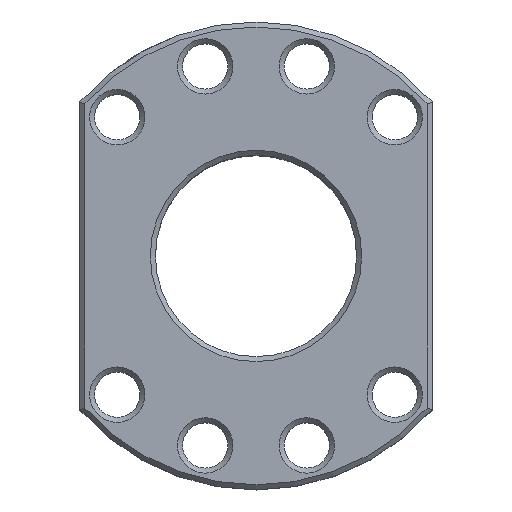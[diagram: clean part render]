
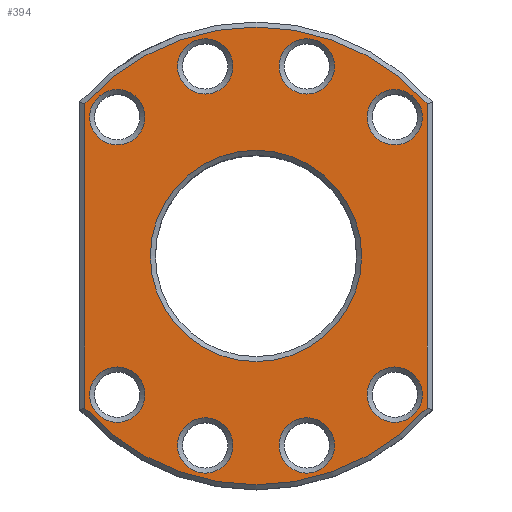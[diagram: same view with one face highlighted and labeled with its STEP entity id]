
A CAD part, top view. The second image highlights one B-rep face of the part: STEP entity #394.
In plain terms, the highlighted planar face has unit normal (0, 0, 1).
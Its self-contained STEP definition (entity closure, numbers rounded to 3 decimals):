
#132=PLANE('',#3617);
#394=ADVANCED_FACE('',(#931,#932,#933,#934,#935,#936,#937,#938,#939,#940),
#132,.T.);
#931=FACE_BOUND('',#1034,.T.);
#932=FACE_BOUND('',#1035,.T.);
#933=FACE_BOUND('',#1036,.T.);
#934=FACE_BOUND('',#1037,.T.);
#935=FACE_BOUND('',#1038,.T.);
#936=FACE_BOUND('',#1039,.T.);
#937=FACE_BOUND('',#1040,.T.);
#938=FACE_BOUND('',#1041,.T.);
#939=FACE_BOUND('',#1042,.T.);
#940=FACE_BOUND('',#1043,.T.);
#1034=EDGE_LOOP('',(#1479));
#1035=EDGE_LOOP('',(#1480));
#1036=EDGE_LOOP('',(#1481));
#1037=EDGE_LOOP('',(#1482));
#1038=EDGE_LOOP('',(#1483));
#1039=EDGE_LOOP('',(#1484));
#1040=EDGE_LOOP('',(#1485));
#1041=EDGE_LOOP('',(#1486));
#1042=EDGE_LOOP('',(#1487));
#1043=EDGE_LOOP('',(#1488,#1489,#1490,#1491));
#1309=CIRCLE('',#3606,5.5);
#1310=CIRCLE('',#3607,5.5);
#1311=CIRCLE('',#3608,5.5);
#1312=CIRCLE('',#3609,5.5);
#1313=CIRCLE('',#3610,5.5);
#1314=CIRCLE('',#3611,5.5);
#1315=CIRCLE('',#3612,5.5);
#1316=CIRCLE('',#3613,5.5);
#1317=CIRCLE('',#3614,21.);
#1318=CIRCLE('',#3615,45.5);
#1319=CIRCLE('',#3616,45.5);
#1479=ORIENTED_EDGE('',*,*,#2767,.T.);
#1480=ORIENTED_EDGE('',*,*,#2768,.T.);
#1481=ORIENTED_EDGE('',*,*,#2769,.T.);
#1482=ORIENTED_EDGE('',*,*,#2770,.T.);
#1483=ORIENTED_EDGE('',*,*,#2771,.T.);
#1484=ORIENTED_EDGE('',*,*,#2772,.T.);
#1485=ORIENTED_EDGE('',*,*,#2773,.T.);
#1486=ORIENTED_EDGE('',*,*,#2774,.T.);
#1487=ORIENTED_EDGE('',*,*,#2775,.T.);
#1488=ORIENTED_EDGE('',*,*,#2776,.T.);
#1489=ORIENTED_EDGE('',*,*,#2777,.T.);
#1490=ORIENTED_EDGE('',*,*,#2778,.T.);
#1491=ORIENTED_EDGE('',*,*,#2779,.T.);
#2431=VERTEX_POINT('',#5361);
#2432=VERTEX_POINT('',#5363);
#2433=VERTEX_POINT('',#5365);
#2434=VERTEX_POINT('',#5367);
#2435=VERTEX_POINT('',#5369);
#2436=VERTEX_POINT('',#5371);
#2437=VERTEX_POINT('',#5373);
#2438=VERTEX_POINT('',#5375);
#2439=VERTEX_POINT('',#5377);
#2440=VERTEX_POINT('',#5379);
#2441=VERTEX_POINT('',#5380);
#2442=VERTEX_POINT('',#5382);
#2443=VERTEX_POINT('',#5384);
#2767=EDGE_CURVE('',#2431,#2431,#1309,.T.);
#2768=EDGE_CURVE('',#2432,#2432,#1310,.T.);
#2769=EDGE_CURVE('',#2433,#2433,#1311,.T.);
#2770=EDGE_CURVE('',#2434,#2434,#1312,.T.);
#2771=EDGE_CURVE('',#2435,#2435,#1313,.T.);
#2772=EDGE_CURVE('',#2436,#2436,#1314,.T.);
#2773=EDGE_CURVE('',#2437,#2437,#1315,.T.);
#2774=EDGE_CURVE('',#2438,#2438,#1316,.T.);
#2775=EDGE_CURVE('',#2439,#2439,#1317,.T.);
#2776=EDGE_CURVE('',#2440,#2441,#1318,.T.);
#2777=EDGE_CURVE('',#2441,#2442,#3136,.T.);
#2778=EDGE_CURVE('',#2442,#2443,#1319,.T.);
#2779=EDGE_CURVE('',#2443,#2440,#3137,.T.);
#3136=LINE('',#5381,#3316);
#3137=LINE('',#5385,#3317);
#3316=VECTOR('',#3939,1.);
#3317=VECTOR('',#3942,1.);
#3606=AXIS2_PLACEMENT_3D('',#5360,#3919,#3920);
#3607=AXIS2_PLACEMENT_3D('',#5362,#3921,#3922);
#3608=AXIS2_PLACEMENT_3D('',#5364,#3923,#3924);
#3609=AXIS2_PLACEMENT_3D('',#5366,#3925,#3926);
#3610=AXIS2_PLACEMENT_3D('',#5368,#3927,#3928);
#3611=AXIS2_PLACEMENT_3D('',#5370,#3929,#3930);
#3612=AXIS2_PLACEMENT_3D('',#5372,#3931,#3932);
#3613=AXIS2_PLACEMENT_3D('',#5374,#3933,#3934);
#3614=AXIS2_PLACEMENT_3D('',#5376,#3935,#3936);
#3615=AXIS2_PLACEMENT_3D('',#5378,#3937,#3938);
#3616=AXIS2_PLACEMENT_3D('',#5383,#3940,#3941);
#3617=AXIS2_PLACEMENT_3D('',#5386,#3943,#3944);
#3919=DIRECTION('',(0.,0.,-1.));
#3920=DIRECTION('',(1.,0.,0.));
#3921=DIRECTION('',(0.,0.,-1.));
#3922=DIRECTION('',(1.,0.,0.));
#3923=DIRECTION('',(0.,0.,-1.));
#3924=DIRECTION('',(1.,0.,0.));
#3925=DIRECTION('',(0.,0.,-1.));
#3926=DIRECTION('',(1.,0.,0.));
#3927=DIRECTION('',(0.,0.,-1.));
#3928=DIRECTION('',(1.,0.,0.));
#3929=DIRECTION('',(0.,0.,-1.));
#3930=DIRECTION('',(1.,0.,0.));
#3931=DIRECTION('',(0.,0.,-1.));
#3932=DIRECTION('',(1.,0.,0.));
#3933=DIRECTION('',(0.,0.,-1.));
#3934=DIRECTION('',(1.,0.,0.));
#3935=DIRECTION('',(0.,0.,-1.));
#3936=DIRECTION('',(1.,0.,0.));
#3937=DIRECTION('',(0.,0.,1.));
#3938=DIRECTION('',(1.,0.,0.));
#3939=DIRECTION('',(0.,-1.,0.));
#3940=DIRECTION('',(0.,0.,1.));
#3941=DIRECTION('',(1.,0.,0.));
#3942=DIRECTION('',(0.,1.,0.));
#3943=DIRECTION('',(0.,0.,1.));
#3944=DIRECTION('',(1.,0.,0.));
#5360=CARTESIAN_POINT('',(27.577,-27.577,0.));
#5361=CARTESIAN_POINT('',(33.077,-27.577,0.));
#5362=CARTESIAN_POINT('',(10.094,-37.671,0.));
#5363=CARTESIAN_POINT('',(15.594,-37.671,0.));
#5364=CARTESIAN_POINT('',(-10.094,-37.671,0.));
#5365=CARTESIAN_POINT('',(-4.594,-37.671,0.));
#5366=CARTESIAN_POINT('',(-27.577,-27.577,0.));
#5367=CARTESIAN_POINT('',(-22.077,-27.577,0.));
#5368=CARTESIAN_POINT('',(-27.577,27.577,0.));
#5369=CARTESIAN_POINT('',(-22.077,27.577,0.));
#5370=CARTESIAN_POINT('',(-10.094,37.671,0.));
#5371=CARTESIAN_POINT('',(-4.594,37.671,0.));
#5372=CARTESIAN_POINT('',(10.094,37.671,0.));
#5373=CARTESIAN_POINT('',(15.594,37.671,0.));
#5374=CARTESIAN_POINT('',(27.577,27.577,0.));
#5375=CARTESIAN_POINT('',(33.077,27.577,0.));
#5376=CARTESIAN_POINT('',(0.,0.,0.));
#5377=CARTESIAN_POINT('',(21.,0.,0.));
#5378=CARTESIAN_POINT('',(0.,0.,0.));
#5379=CARTESIAN_POINT('',(34.,30.237,0.));
#5380=CARTESIAN_POINT('',(-34.,30.237,0.));
#5381=CARTESIAN_POINT('',(-34.,-30.615,0.));
#5382=CARTESIAN_POINT('',(-34.,-30.237,0.));
#5383=CARTESIAN_POINT('',(0.,0.,0.));
#5384=CARTESIAN_POINT('',(34.,-30.237,0.));
#5385=CARTESIAN_POINT('',(34.,30.615,0.));
#5386=CARTESIAN_POINT('',(0.,0.,0.));
